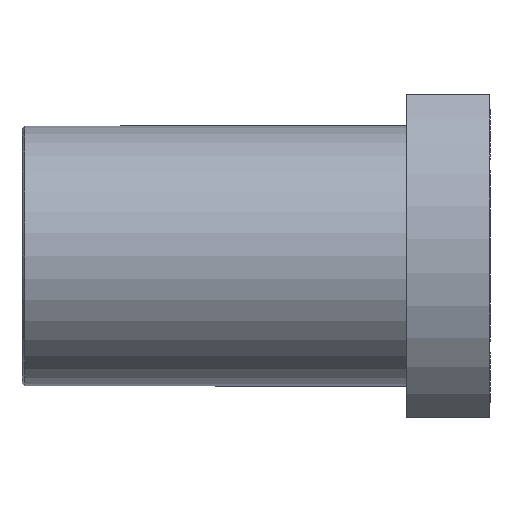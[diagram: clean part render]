
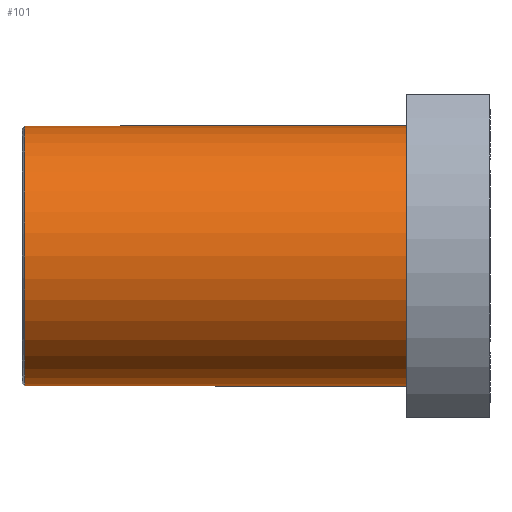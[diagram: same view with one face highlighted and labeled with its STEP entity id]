
A CAD part, front view. The second image highlights one B-rep face of the part: STEP entity #101.
In plain terms, the highlighted cylindrical face has radius 25 mm (diameter 50 mm), a partial arc.
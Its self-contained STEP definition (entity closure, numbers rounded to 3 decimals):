
#5 = CARTESIAN_POINT ( 'NONE',  ( -36.059, 0., -25. ) ) ;
#30 = EDGE_CURVE ( 'NONE', #566, #747, #396, .T. ) ;
#31 = CARTESIAN_POINT ( 'NONE',  ( -36.059, 0., 0. ) ) ;
#33 = VERTEX_POINT ( 'NONE', #152 ) ;
#75 = VECTOR ( 'NONE', #230, 1000. ) ;
#101 = ADVANCED_FACE ( 'NONE', ( #549 ), #546, .T. ) ;
#152 = CARTESIAN_POINT ( 'NONE',  ( 37.441, 0., -25. ) ) ;
#184 = CARTESIAN_POINT ( 'NONE',  ( -36.059, 0., 25. ) ) ;
#197 = AXIS2_PLACEMENT_3D ( 'NONE', #728, #644, #649 ) ;
#230 = DIRECTION ( 'NONE',  ( -1., 0., 0. ) ) ;
#296 = LINE ( 'NONE', #588, #75 ) ;
#333 = EDGE_CURVE ( 'NONE', #354, #566, #371, .T. ) ;
#354 = VERTEX_POINT ( 'NONE', #385 ) ;
#369 = EDGE_CURVE ( 'NONE', #33, #747, #296, .T. ) ;
#371 = LINE ( 'NONE', #455, #491 ) ;
#379 = ORIENTED_EDGE ( 'NONE', *, *, #674, .T. ) ;
#385 = CARTESIAN_POINT ( 'NONE',  ( 37.441, 0., 25. ) ) ;
#396 = CIRCLE ( 'NONE', #872, 25. ) ;
#407 = DIRECTION ( 'NONE',  ( 1., 0., 0. ) ) ;
#455 = CARTESIAN_POINT ( 'NONE',  ( -340.807, 0., 25. ) ) ;
#466 = DIRECTION ( 'NONE',  ( 0., 0., 1. ) ) ;
#478 = DIRECTION ( 'NONE',  ( 0., 0., -1. ) ) ;
#491 = VECTOR ( 'NONE', #592, 1000. ) ;
#546 = CYLINDRICAL_SURFACE ( 'NONE', #670, 25. ) ;
#549 = FACE_OUTER_BOUND ( 'NONE', #942, .T. ) ;
#556 = CARTESIAN_POINT ( 'NONE',  ( -340.807, 0., 0. ) ) ;
#566 = VERTEX_POINT ( 'NONE', #184 ) ;
#588 = CARTESIAN_POINT ( 'NONE',  ( -340.807, 0., -25. ) ) ;
#592 = DIRECTION ( 'NONE',  ( -1., 0., 0. ) ) ;
#612 = ORIENTED_EDGE ( 'NONE', *, *, #333, .T. ) ;
#628 = ORIENTED_EDGE ( 'NONE', *, *, #30, .T. ) ;
#644 = DIRECTION ( 'NONE',  ( -1., 0., 0. ) ) ;
#649 = DIRECTION ( 'NONE',  ( 0., 0., 1. ) ) ;
#663 = ORIENTED_EDGE ( 'NONE', *, *, #369, .F. ) ;
#670 = AXIS2_PLACEMENT_3D ( 'NONE', #556, #908, #466 ) ;
#674 = EDGE_CURVE ( 'NONE', #33, #354, #799, .T. ) ;
#728 = CARTESIAN_POINT ( 'NONE',  ( 37.441, 0., 0. ) ) ;
#747 = VERTEX_POINT ( 'NONE', #5 ) ;
#799 = CIRCLE ( 'NONE', #197, 25. ) ;
#872 = AXIS2_PLACEMENT_3D ( 'NONE', #31, #407, #478 ) ;
#908 = DIRECTION ( 'NONE',  ( -1., 0., 0. ) ) ;
#942 = EDGE_LOOP ( 'NONE', ( #663, #379, #612, #628 ) ) ;
